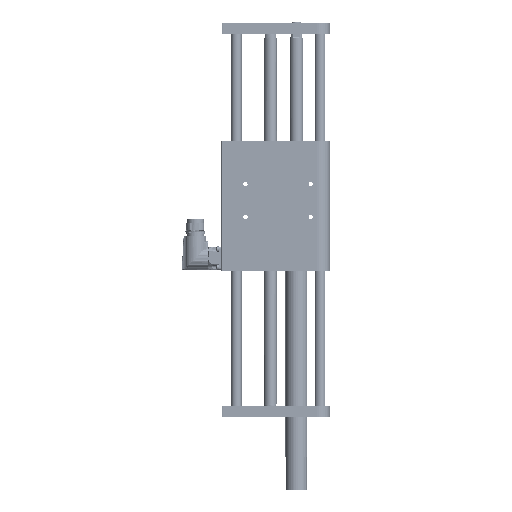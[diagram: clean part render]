
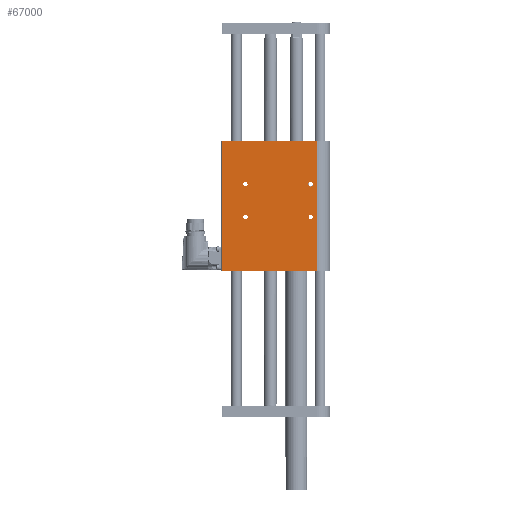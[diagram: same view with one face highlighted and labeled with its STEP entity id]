
A CAD part, left-side view. The second image highlights one B-rep face of the part: STEP entity #67000.
In plain terms, the highlighted planar face has unit normal (-1, 0, 0).
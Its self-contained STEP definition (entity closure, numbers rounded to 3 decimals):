
#133 = DIRECTION ( 'NONE',  ( -1., 0., 0. ) ) ;
#2365 = CARTESIAN_POINT ( 'NONE',  ( -12.5, -22., 80. ) ) ;
#3568 = CIRCLE ( 'NONE', #63518, 2.15 ) ;
#6539 = EDGE_CURVE ( 'NONE', #123598, #123598, #100143, .T. ) ;
#6789 = DIRECTION ( 'NONE',  ( -1., 0., 0. ) ) ;
#8209 = FACE_OUTER_BOUND ( 'NONE', #127607, .T. ) ;
#9757 = VERTEX_POINT ( 'NONE', #71242 ) ;
#10492 = DIRECTION ( 'NONE',  ( 0., -1., 0. ) ) ;
#10834 = ORIENTED_EDGE ( 'NONE', *, *, #92364, .F. ) ;
#11935 = AXIS2_PLACEMENT_3D ( 'NONE', #118245, #57435, #106612 ) ;
#16873 = ORIENTED_EDGE ( 'NONE', *, *, #6539, .F. ) ;
#17549 = ORIENTED_EDGE ( 'NONE', *, *, #66434, .F. ) ;
#19154 = CIRCLE ( 'NONE', #99837, 2. ) ;
#20634 = CIRCLE ( 'NONE', #97193, 2. ) ;
#23420 = VECTOR ( 'NONE', #10492, 1000. ) ;
#23776 = ORIENTED_EDGE ( 'NONE', *, *, #62374, .T. ) ;
#24460 = VECTOR ( 'NONE', #53233, 1000. ) ;
#26012 = CARTESIAN_POINT ( 'NONE',  ( -12.5, -0.5, 120. ) ) ;
#26510 = EDGE_CURVE ( 'NONE', #99587, #99587, #20634, .T. ) ;
#26536 = LINE ( 'NONE', #53735, #102309 ) ;
#27719 = FACE_BOUND ( 'NONE', #70640, .T. ) ;
#31029 = DIRECTION ( 'NONE',  ( 0., 0., -1. ) ) ;
#33100 = CARTESIAN_POINT ( 'NONE',  ( -12.5, -87.5, 120. ) ) ;
#43616 = VERTEX_POINT ( 'NONE', #104957 ) ;
#44822 = LINE ( 'NONE', #26012, #24460 ) ;
#46386 = DIRECTION ( 'NONE',  ( 0., 0., 1. ) ) ;
#48170 = CARTESIAN_POINT ( 'NONE',  ( -12.5, -82., 80. ) ) ;
#48794 = LINE ( 'NONE', #88253, #23420 ) ;
#49709 = FACE_BOUND ( 'NONE', #71694, .T. ) ;
#50431 = CARTESIAN_POINT ( 'NONE',  ( -12.5, -22., 78. ) ) ;
#53233 = DIRECTION ( 'NONE',  ( 0., 0., -1. ) ) ;
#53735 = CARTESIAN_POINT ( 'NONE',  ( -12.5, 0., 0. ) ) ;
#54266 = EDGE_CURVE ( 'NONE', #43616, #43616, #19154, .T. ) ;
#55016 = EDGE_CURVE ( 'NONE', #78151, #55648, #48794, .T. ) ;
#55648 = VERTEX_POINT ( 'NONE', #93136 ) ;
#56053 = CARTESIAN_POINT ( 'NONE',  ( -12.5, -22., 50. ) ) ;
#57037 = ORIENTED_EDGE ( 'NONE', *, *, #55016, .F. ) ;
#57181 = DIRECTION ( 'NONE',  ( 0., 0., 1. ) ) ;
#57435 = DIRECTION ( 'NONE',  ( 1., 0., 0. ) ) ;
#60117 = DIRECTION ( 'NONE',  ( 1., 0., 0. ) ) ;
#60334 = DIRECTION ( 'NONE',  ( 0., 0., -1. ) ) ;
#60493 = CARTESIAN_POINT ( 'NONE',  ( -12.5, -87.5, 0. ) ) ;
#61617 = ORIENTED_EDGE ( 'NONE', *, *, #65658, .T. ) ;
#62374 = EDGE_CURVE ( 'NONE', #65636, #94215, #26536, .T. ) ;
#62760 = CARTESIAN_POINT ( 'NONE',  ( -12.5, -22., 52.15 ) ) ;
#62799 = LINE ( 'NONE', #33100, #76567 ) ;
#63408 = ORIENTED_EDGE ( 'NONE', *, *, #26510, .T. ) ;
#63518 = AXIS2_PLACEMENT_3D ( 'NONE', #48170, #133, #57181 ) ;
#65329 = DIRECTION ( 'NONE',  ( 0., -1., 0. ) ) ;
#65636 = VERTEX_POINT ( 'NONE', #73891 ) ;
#65658 = EDGE_CURVE ( 'NONE', #78151, #65636, #44822, .T. ) ;
#66434 = EDGE_CURVE ( 'NONE', #9757, #9757, #3568, .T. ) ;
#67000 = ADVANCED_FACE ( 'NONE', ( #27719, #76883, #49709, #88531, #8209 ), #89176, .F. ) ;
#70640 = EDGE_LOOP ( 'NONE', ( #63408 ) ) ;
#71242 = CARTESIAN_POINT ( 'NONE',  ( -12.5, -82., 82.15 ) ) ;
#71694 = EDGE_LOOP ( 'NONE', ( #16873 ) ) ;
#73891 = CARTESIAN_POINT ( 'NONE',  ( -12.5, -0.5, 0. ) ) ;
#76567 = VECTOR ( 'NONE', #102264, 1000. ) ;
#76883 = FACE_BOUND ( 'NONE', #105083, .T. ) ;
#78151 = VERTEX_POINT ( 'NONE', #101063 ) ;
#79790 = CARTESIAN_POINT ( 'NONE',  ( -12.5, -82., 50. ) ) ;
#88253 = CARTESIAN_POINT ( 'NONE',  ( -12.5, 0., 120. ) ) ;
#88531 = FACE_BOUND ( 'NONE', #109104, .T. ) ;
#89176 = PLANE ( 'NONE',  #11935 ) ;
#90053 = ORIENTED_EDGE ( 'NONE', *, *, #54266, .T. ) ;
#92364 = EDGE_CURVE ( 'NONE', #55648, #94215, #62799, .T. ) ;
#93136 = CARTESIAN_POINT ( 'NONE',  ( -12.5, -87.5, 120. ) ) ;
#94215 = VERTEX_POINT ( 'NONE', #60493 ) ;
#97193 = AXIS2_PLACEMENT_3D ( 'NONE', #2365, #60117, #31029 ) ;
#99587 = VERTEX_POINT ( 'NONE', #50431 ) ;
#99837 = AXIS2_PLACEMENT_3D ( 'NONE', #79790, #109498, #60334 ) ;
#100143 = CIRCLE ( 'NONE', #110743, 2.15 ) ;
#101063 = CARTESIAN_POINT ( 'NONE',  ( -12.5, -0.5, 120. ) ) ;
#102264 = DIRECTION ( 'NONE',  ( 0., 0., -1. ) ) ;
#102309 = VECTOR ( 'NONE', #65329, 1000. ) ;
#104957 = CARTESIAN_POINT ( 'NONE',  ( -12.5, -82., 48. ) ) ;
#105083 = EDGE_LOOP ( 'NONE', ( #90053 ) ) ;
#106612 = DIRECTION ( 'NONE',  ( 0., 1., 0. ) ) ;
#109104 = EDGE_LOOP ( 'NONE', ( #17549 ) ) ;
#109498 = DIRECTION ( 'NONE',  ( 1., 0., 0. ) ) ;
#110743 = AXIS2_PLACEMENT_3D ( 'NONE', #56053, #6789, #46386 ) ;
#118245 = CARTESIAN_POINT ( 'NONE',  ( -12.5, 0., 120. ) ) ;
#123598 = VERTEX_POINT ( 'NONE', #62760 ) ;
#127607 = EDGE_LOOP ( 'NONE', ( #57037, #61617, #23776, #10834 ) ) ;
